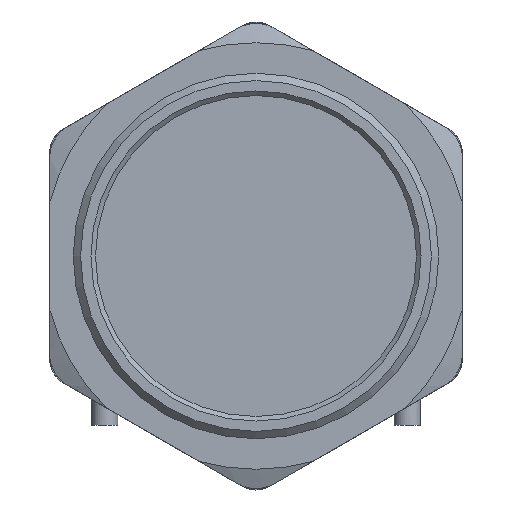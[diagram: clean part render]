
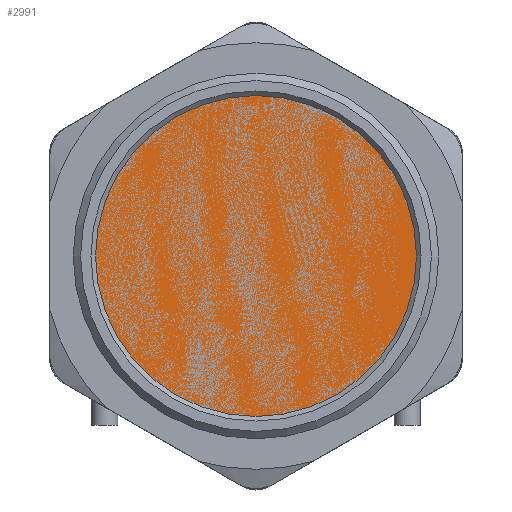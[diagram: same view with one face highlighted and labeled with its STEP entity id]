
A CAD part, left-side view. The second image highlights one B-rep face of the part: STEP entity #2991.
In plain terms, the highlighted planar face has unit normal (1, 0, 0).
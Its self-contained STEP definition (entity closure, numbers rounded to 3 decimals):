
#317=PLANE('',#3297);
#482=FACE_OUTER_BOUND('',#667,.T.);
#667=EDGE_LOOP('',(#2611));
#1110=CIRCLE('',#3298,19.925);
#1377=VERTEX_POINT('',#5656);
#1789=EDGE_CURVE('',#1377,#1377,#1110,.T.);
#2611=ORIENTED_EDGE('',*,*,#1789,.T.);
#2991=ADVANCED_FACE('',(#482),#317,.T.);
#3297=AXIS2_PLACEMENT_3D('',#5655,#4042,#4043);
#3298=AXIS2_PLACEMENT_3D('',#5657,#4044,#4045);
#4042=DIRECTION('center_axis',(1.,0.,0.));
#4043=DIRECTION('ref_axis',(0.,0.,-1.));
#4044=DIRECTION('center_axis',(1.,0.,0.));
#4045=DIRECTION('ref_axis',(0.,0.,
-1.));
#5655=CARTESIAN_POINT('Origin',(-5.66,-0.025,0.072));
#5656=CARTESIAN_POINT('',(-5.66,19.9,0.072));
#5657=CARTESIAN_POINT('Origin',(-5.66,-0.025,0.072));
